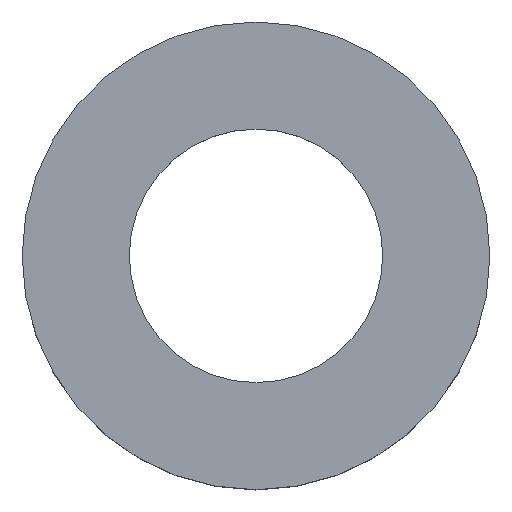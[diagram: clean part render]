
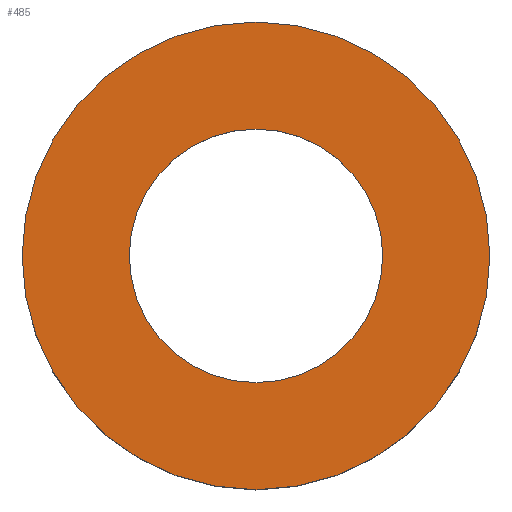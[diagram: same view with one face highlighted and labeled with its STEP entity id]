
A CAD part, top view. The second image highlights one B-rep face of the part: STEP entity #485.
In plain terms, the highlighted planar face has unit normal (0, 0, 1).
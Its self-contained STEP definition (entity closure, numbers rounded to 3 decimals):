
#62=FACE_BOUND('',#102,.T.);
#66=PLANE('',#533);
#72=FACE_OUTER_BOUND('',#101,.T.);
#101=EDGE_LOOP('',(#318));
#102=EDGE_LOOP('',(#319));
#174=CIRCLE('',#528,13.75);
#176=CIRCLE('',#531,25.375);
#185=VERTEX_POINT('',#666);
#187=VERTEX_POINT('',#672);
#235=EDGE_CURVE('',#185,#185,#174,.F.);
#238=EDGE_CURVE('',#187,#187,#176,.T.);
#318=ORIENTED_EDGE('',*,*,#238,.T.);
#319=ORIENTED_EDGE('',*,*,#235,.T.);
#485=ADVANCED_FACE('',(#72,#62),#66,.T.);
#528=AXIS2_PLACEMENT_3D('',#667,#569,#570);
#531=AXIS2_PLACEMENT_3D('',#673,#576,#577);
#533=AXIS2_PLACEMENT_3D('',#677,#581,#582);
#569=DIRECTION('center_axis',(0.,0.,1.));
#570=DIRECTION('ref_axis',(1.,0.,0.));
#576=DIRECTION('center_axis',(0.,0.,1.));
#577=DIRECTION('ref_axis',(1.,0.,0.));
#581=DIRECTION('center_axis',(0.,0.,1.));
#582=DIRECTION('ref_axis',(1.,0.,0.));
#666=CARTESIAN_POINT('',(-13.75,0.,131.162));
#667=CARTESIAN_POINT('Origin',(0.,0.,131.162));
#672=CARTESIAN_POINT('',(-25.375,0.,131.162));
#673=CARTESIAN_POINT('Origin',(0.,0.,131.162));
#677=CARTESIAN_POINT('Origin',(0.,0.,131.162));
